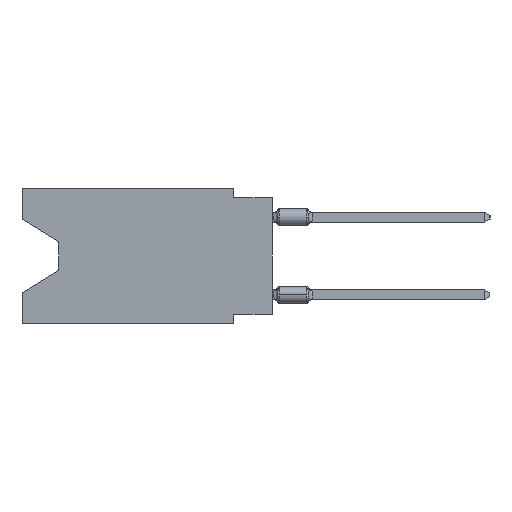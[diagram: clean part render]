
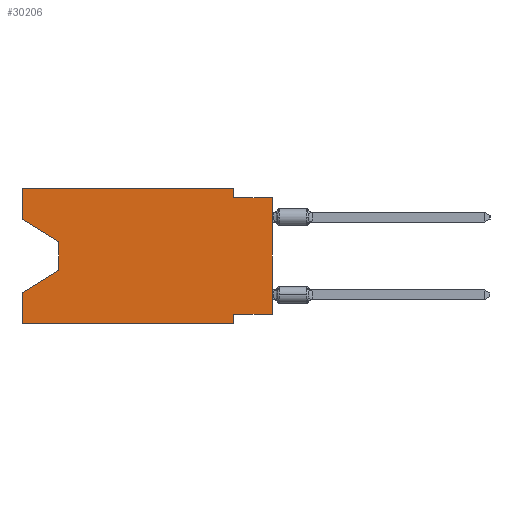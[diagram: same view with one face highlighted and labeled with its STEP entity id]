
A CAD part, left-side view. The second image highlights one B-rep face of the part: STEP entity #30206.
In plain terms, the highlighted planar face has unit normal (-1, 0, 0).
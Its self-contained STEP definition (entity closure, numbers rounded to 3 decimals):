
#197 = EDGE_CURVE ( 'NONE', #30741, #29090, #7786, .T. ) ;
#983 = VECTOR ( 'NONE', #45805, 1000. ) ;
#1184 = CARTESIAN_POINT ( 'NONE',  ( 0., 2.54, -0.635 ) ) ;
#2581 = ORIENTED_EDGE ( 'NONE', *, *, #21140, .F. ) ;
#3549 = ORIENTED_EDGE ( 'NONE', *, *, #31486, .T. ) ;
#4186 = CARTESIAN_POINT ( 'NONE',  ( 0., 0., 0. ) ) ;
#6917 = LINE ( 'NONE', #47810, #12748 ) ;
#7113 = DIRECTION ( 'NONE',  ( 0., 0., -1. ) ) ;
#7163 = CARTESIAN_POINT ( 'NONE',  ( 0., 16.383, -2.038 ) ) ;
#7256 = CARTESIAN_POINT ( 'NONE',  ( 0., 0., -0.635 ) ) ;
#7346 = CARTESIAN_POINT ( 'NONE',  ( 0., 2.54, 0. ) ) ;
#7786 = LINE ( 'NONE', #10974, #39604 ) ;
#8313 = CARTESIAN_POINT ( 'NONE',  ( 0., 16.383, 0. ) ) ;
#8522 = CARTESIAN_POINT ( 'NONE',  ( 0., 16.383, -2.038 ) ) ;
#9976 = ORIENTED_EDGE ( 'NONE', *, *, #22670, .F. ) ;
#10788 = DIRECTION ( 'NONE',  ( 0., 0., -1. ) ) ;
#10840 = LINE ( 'NONE', #7163, #47592 ) ;
#10974 = CARTESIAN_POINT ( 'NONE',  ( 0., 13.97, -5.385 ) ) ;
#11277 = CARTESIAN_POINT ( 'NONE',  ( 0., 2.54, -8.89 ) ) ;
#11957 = DIRECTION ( 'NONE',  ( 0., 0., 1. ) ) ;
#12446 = VECTOR ( 'NONE', #39892, 1000. ) ;
#12748 = VECTOR ( 'NONE', #14278, 1000. ) ;
#13475 = CARTESIAN_POINT ( 'NONE',  ( 0., 2.54, -8.255 ) ) ;
#14076 = EDGE_CURVE ( 'NONE', #39505, #17482, #18521, .T. ) ;
#14278 = DIRECTION ( 'NONE',  ( 0., -1., 0. ) ) ;
#14714 = CARTESIAN_POINT ( 'NONE',  ( 0., 2.54, 0. ) ) ;
#14762 = CARTESIAN_POINT ( 'NONE',  ( 0., 0., -0.635 ) ) ;
#14946 = DIRECTION ( 'NONE',  ( 0., 0., 1. ) ) ;
#15584 = CARTESIAN_POINT ( 'NONE',  ( 0., 16.383, -8.89 ) ) ;
#16146 = VECTOR ( 'NONE', #19124, 1000. ) ;
#16802 = ORIENTED_EDGE ( 'NONE', *, *, #35304, .F. ) ;
#16822 = CARTESIAN_POINT ( 'NONE',  ( 0., 16.383, 0. ) ) ;
#17482 = VERTEX_POINT ( 'NONE', #14762 ) ;
#17758 = VECTOR ( 'NONE', #7113, 1000. ) ;
#18521 = LINE ( 'NONE', #7256, #42847 ) ;
#19124 = DIRECTION ( 'NONE',  ( 0., 0., 1. ) ) ;
#20397 = EDGE_CURVE ( 'NONE', #22299, #17482, #35035, .T. ) ;
#21140 = EDGE_CURVE ( 'NONE', #23464, #29090, #28218, .T. ) ;
#22299 = VERTEX_POINT ( 'NONE', #47535 ) ;
#22469 = VECTOR ( 'NONE', #11957, 1000. ) ;
#22670 = EDGE_CURVE ( 'NONE', #34741, #44340, #47965, .T. ) ;
#22739 = DIRECTION ( 'NONE',  ( 0., 0.855, -0.519 ) ) ;
#22838 = CARTESIAN_POINT ( 'NONE',  ( 0., 13.97, -3.505 ) ) ;
#23464 = VERTEX_POINT ( 'NONE', #15584 ) ;
#23515 = LINE ( 'NONE', #45027, #36165 ) ;
#24014 = ORIENTED_EDGE ( 'NONE', *, *, #45559, .F. ) ;
#24949 = ORIENTED_EDGE ( 'NONE', *, *, #25643, .T. ) ;
#25643 = EDGE_CURVE ( 'NONE', #36796, #31574, #10840, .T. ) ;
#25723 = CARTESIAN_POINT ( 'NONE',  ( 0., 13.97, -5.385 ) ) ;
#25890 = CARTESIAN_POINT ( 'NONE',  ( 0., 16.383, 0. ) ) ;
#26812 = ORIENTED_EDGE ( 'NONE', *, *, #20397, .T. ) ;
#27130 = ORIENTED_EDGE ( 'NONE', *, *, #29574, .F. ) ;
#27708 = LINE ( 'NONE', #30648, #983 ) ;
#28218 = LINE ( 'NONE', #43133, #22469 ) ;
#28944 = LINE ( 'NONE', #14714, #17758 ) ;
#29090 = VERTEX_POINT ( 'NONE', #30428 ) ;
#29574 = EDGE_CURVE ( 'NONE', #36796, #34741, #41859, .T. ) ;
#29661 = LINE ( 'NONE', #11277, #32615 ) ;
#30206 = ADVANCED_FACE ( 'NONE', ( #38377 ), #42050, .F. ) ;
#30428 = CARTESIAN_POINT ( 'NONE',  ( 0., 16.383, -6.852 ) ) ;
#30648 = CARTESIAN_POINT ( 'NONE',  ( 0., 0., -8.255 ) ) ;
#30741 = VERTEX_POINT ( 'NONE', #25723 ) ;
#31486 = EDGE_CURVE ( 'NONE', #23464, #42470, #6917, .T. ) ;
#31574 = VERTEX_POINT ( 'NONE', #22838 ) ;
#31662 = ORIENTED_EDGE ( 'NONE', *, *, #14076, .F. ) ;
#32004 = DIRECTION ( 'NONE',  ( 1., 0., 0. ) ) ;
#32615 = VECTOR ( 'NONE', #10788, 1000. ) ;
#33616 = DIRECTION ( 'NONE',  ( 0., -0.855, -0.519 ) ) ;
#34741 = VERTEX_POINT ( 'NONE', #25890 ) ;
#35035 = LINE ( 'NONE', #4186, #16146 ) ;
#35304 = EDGE_CURVE ( 'NONE', #22299, #35403, #27708, .T. ) ;
#35403 = VERTEX_POINT ( 'NONE', #13475 ) ;
#35691 = EDGE_CURVE ( 'NONE', #31574, #30741, #23515, .T. ) ;
#35986 = CARTESIAN_POINT ( 'NONE',  ( 0., 16.383, 0. ) ) ;
#36165 = VECTOR ( 'NONE', #37933, 1000. ) ;
#36796 = VERTEX_POINT ( 'NONE', #8522 ) ;
#36885 = DIRECTION ( 'NONE',  ( 0., -1., 0. ) ) ;
#37645 = ORIENTED_EDGE ( 'NONE', *, *, #197, .T. ) ;
#37933 = DIRECTION ( 'NONE',  ( 0., 0., -1. ) ) ;
#38377 = FACE_OUTER_BOUND ( 'NONE', #42580, .T. ) ;
#39505 = VERTEX_POINT ( 'NONE', #1184 ) ;
#39604 = VECTOR ( 'NONE', #22739, 1000. ) ;
#39892 = DIRECTION ( 'NONE',  ( 0., -1., 0. ) ) ;
#40544 = ORIENTED_EDGE ( 'NONE', *, *, #45562, .F. ) ;
#41159 = VECTOR ( 'NONE', #14946, 1000. ) ;
#41859 = LINE ( 'NONE', #8313, #41159 ) ;
#42050 = PLANE ( 'NONE',  #48255 ) ;
#42450 = CARTESIAN_POINT ( 'NONE',  ( 0., 2.54, -8.89 ) ) ;
#42470 = VERTEX_POINT ( 'NONE', #42450 ) ;
#42580 = EDGE_LOOP ( 'NONE', ( #24949, #45280, #37645, #2581, #3549, #24014, #16802, #26812, #31662, #40544, #9976, #27130 ) ) ;
#42847 = VECTOR ( 'NONE', #36885, 1000. ) ;
#43133 = CARTESIAN_POINT ( 'NONE',  ( 0., 16.383, 0. ) ) ;
#44340 = VERTEX_POINT ( 'NONE', #7346 ) ;
#45027 = CARTESIAN_POINT ( 'NONE',  ( 0., 13.97, -3.505 ) ) ;
#45280 = ORIENTED_EDGE ( 'NONE', *, *, #35691, .T. ) ;
#45559 = EDGE_CURVE ( 'NONE', #35403, #42470, #29661, .T. ) ;
#45562 = EDGE_CURVE ( 'NONE', #44340, #39505, #28944, .T. ) ;
#45805 = DIRECTION ( 'NONE',  ( 0., 1., 0. ) ) ;
#46923 = DIRECTION ( 'NONE',  ( 0., 0., -1. ) ) ;
#47535 = CARTESIAN_POINT ( 'NONE',  ( 0., 0., -8.255 ) ) ;
#47592 = VECTOR ( 'NONE', #33616, 1000. ) ;
#47810 = CARTESIAN_POINT ( 'NONE',  ( 0., 16.383, -8.89 ) ) ;
#47965 = LINE ( 'NONE', #35986, #12446 ) ;
#48255 = AXIS2_PLACEMENT_3D ( 'NONE', #16822, #32004, #46923 ) ;
